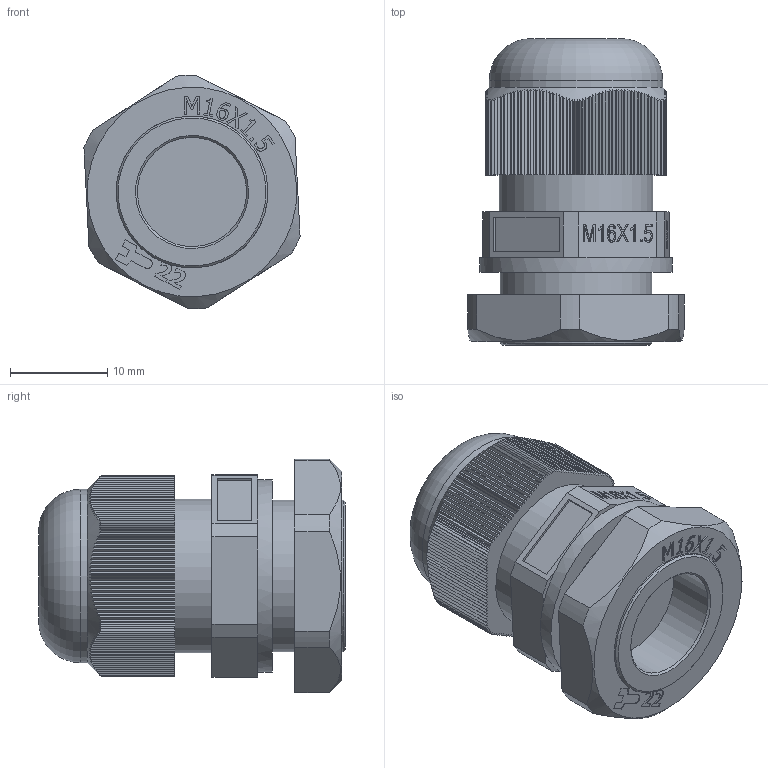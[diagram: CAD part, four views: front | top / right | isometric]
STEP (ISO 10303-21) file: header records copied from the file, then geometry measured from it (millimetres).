
FILE_DESCRIPTION(/* description */ (''),/* implementation_level */ '2;1');
FILE_NAME(/* name */ 'ЗЭТАРУС MG16.stp',/* time_stamp */ '2022-05-11T08:12:35+07:00',/* author */ ('zeta-09'),/* organization */ (''),/* preprocessor_version */ 'ST-DEVELOPER v18.1',/* originating_system */ 'Autodesk Inventor 2021',/* authorisation */ '');
FILE_SCHEMA (('AUTOMOTIVE_DESIGN { 1 0 10303 214 3 1 1 }'));
Length unit declared in the file: millimetre
Products named in the file (1): Производственный 
компонент
Bounding box: 22.19 x 31.5 x 23.99 mm (x, y, z)
Volume: 8167.6 mm3; surface area: 3430.7 mm2
Topology: 1 solids, 1 shells, 648 faces, 1836 edges, 1219 vertices
Faces by surface type: plane 537, bspline 82, cylinder 23, cone 4, torus 2
Full cylindrical faces by diameter (mm): 11.2 x1, 15.6 x2, 15.8 x1, 17.8 x1, 19.8 x1
Entity records: 21433 total; most frequent: CARTESIAN_POINT 5423, ORIENTED_EDGE 3672, DIRECTION 2534, EDGE_CURVE 1836, LINE 1258, VECTOR 1258, VERTEX_POINT 1219, EDGE_LOOP 677
